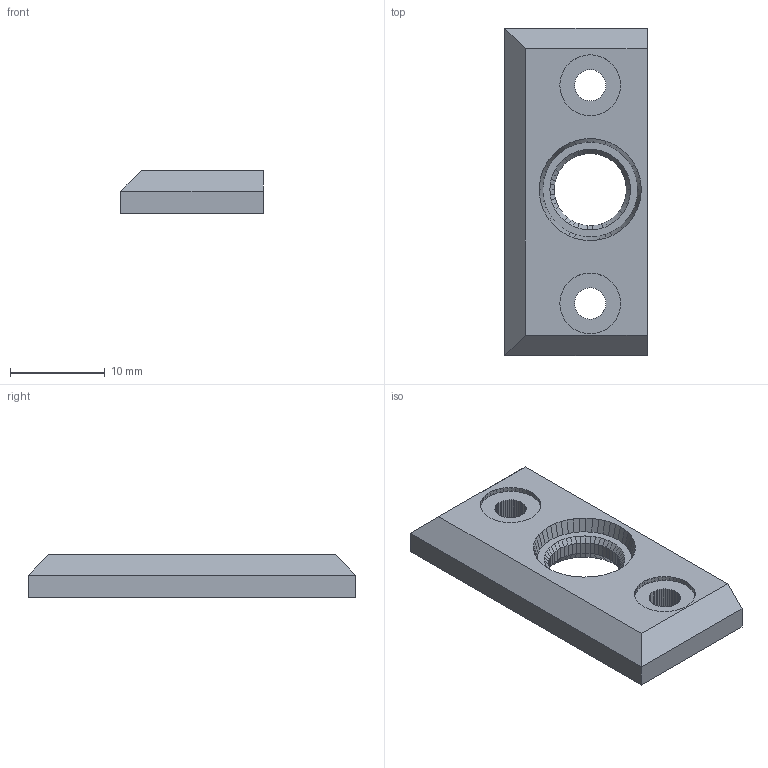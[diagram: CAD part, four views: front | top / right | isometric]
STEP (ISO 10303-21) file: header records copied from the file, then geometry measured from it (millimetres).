
FILE_DESCRIPTION(('FreeCAD Model'),'2;1');
FILE_NAME('mmu2-selector-front-plate.step', '2018-08-29T16:54:50',('Author'),(''), 'Open CASCADE STEP processor 6.8','FreeCAD','Unknown');
FILE_SCHEMA(('AUTOMOTIVE_DESIGN { 1 0 10303 214 1 1 1 1 }'));
Products named in the file (1): difference
Bounding box: 15 x 34.5 x 4.5 mm (x, y, z)
Volume: 1806.3 mm3; surface area: 1456.4 mm2
Topology: 1 solids, 1 shells, 512 faces, 1319 edges, 812 vertices
Faces by surface type: plane 262, bspline 250
Entity records: 49050 total; most frequent: CARTESIAN_POINT 38644, ORIENTED_EDGE 2638, EDGE_CURVE 1319, DIRECTION 1245, VERTEX_POINT 812, LINE 719, VECTOR 719, B_SPLINE_CURVE_WITH_KNOTS 600
